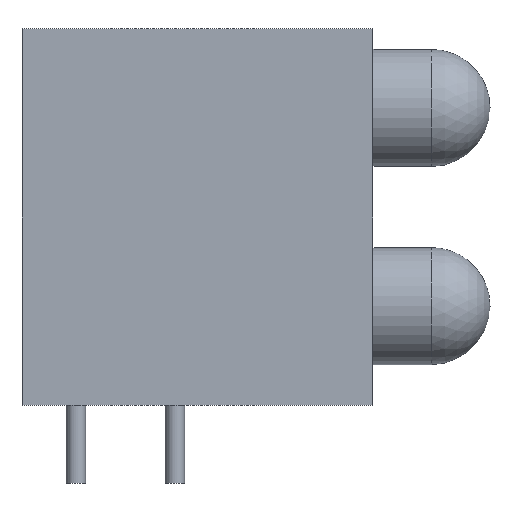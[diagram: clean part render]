
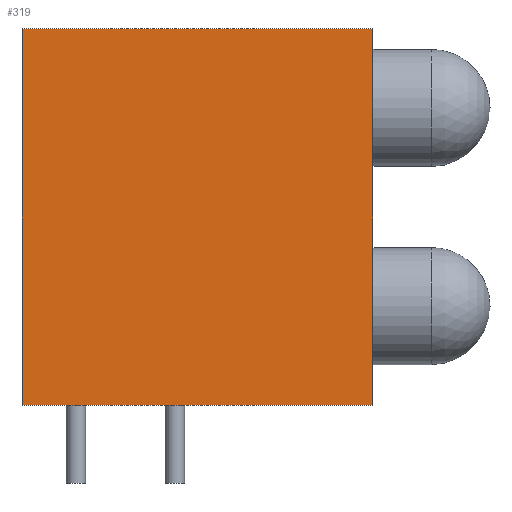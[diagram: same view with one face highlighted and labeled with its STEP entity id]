
A CAD part, left-side view. The second image highlights one B-rep face of the part: STEP entity #319.
In plain terms, the highlighted planar face has unit normal (-1, 0, 0).
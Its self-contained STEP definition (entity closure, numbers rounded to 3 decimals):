
#93=FACE_OUTER_BOUND('',#117,.T.);
#117=EDGE_LOOP('',(#241,#242,#243,#244));
#145=LINE('',#625,#163);
#146=LINE('',#628,#164);
#147=LINE('',#630,#165);
#148=LINE('',#631,#166);
#163=VECTOR('',#495,10.);
#164=VECTOR('',#498,10.);
#165=VECTOR('',#499,10.);
#166=VECTOR('',#500,10.);
#179=VERTEX_POINT('',#621);
#180=VERTEX_POINT('',#623);
#181=VERTEX_POINT('',#627);
#182=VERTEX_POINT('',#629);
#205=EDGE_CURVE('',#179,#180,#145,.T.);
#206=EDGE_CURVE('',#179,#181,#146,.T.);
#207=EDGE_CURVE('',#182,#180,#147,.T.);
#208=EDGE_CURVE('',#181,#182,#148,.T.);
#241=ORIENTED_EDGE('',*,*,#206,.F.);
#242=ORIENTED_EDGE('',*,*,#205,.T.);
#243=ORIENTED_EDGE('',*,*,#207,.F.);
#244=ORIENTED_EDGE('',*,*,#208,.F.);
#303=PLANE('',#430);
#319=ADVANCED_FACE('',(#93),#303,.T.);
#430=AXIS2_PLACEMENT_3D('',#626,#496,#497);
#495=DIRECTION('',(0.,0.,1.));
#496=DIRECTION('center_axis',(-1.,0.,0.));
#497=DIRECTION('ref_axis',(0.,-1.,0.));
#498=DIRECTION('',(0.,1.,0.));
#499=DIRECTION('',(0.,-1.,0.));
#500=DIRECTION('',(0.,0.,1.));
#621=CARTESIAN_POINT('',(-2.15,-4.5,0.));
#623=CARTESIAN_POINT('',(-2.15,-4.5,9.65));
#625=CARTESIAN_POINT('',(-2.15,-4.5,0.));
#626=CARTESIAN_POINT('Origin',(-2.15,4.5,0.));
#627=CARTESIAN_POINT('',(-2.15,4.5,0.));
#628=CARTESIAN_POINT('',(-2.15,-4.5,0.));
#629=CARTESIAN_POINT('',(-2.15,4.5,9.65));
#630=CARTESIAN_POINT('',(-2.15,-4.5,9.65));
#631=CARTESIAN_POINT('',(-2.15,4.5,0.));
